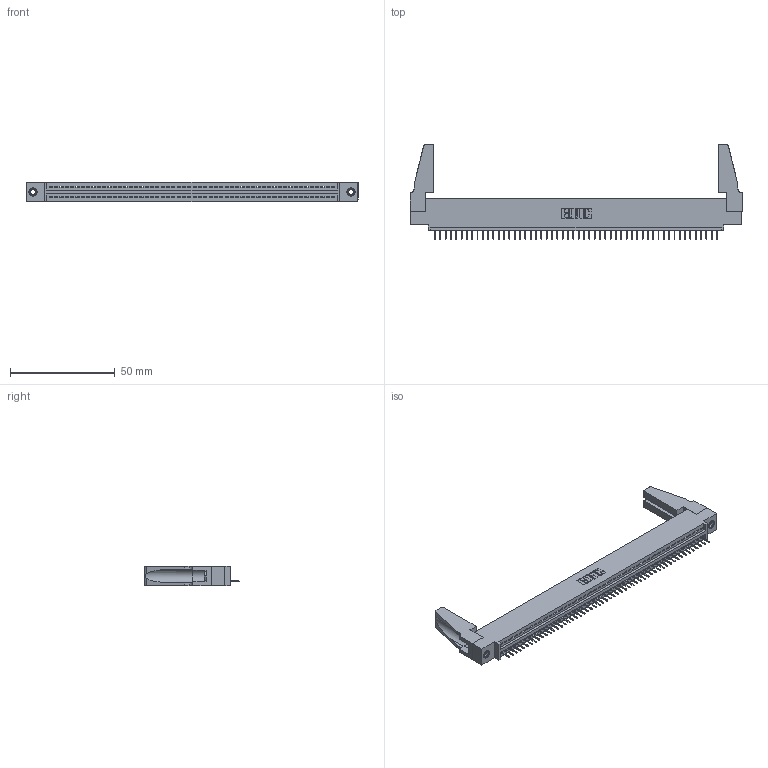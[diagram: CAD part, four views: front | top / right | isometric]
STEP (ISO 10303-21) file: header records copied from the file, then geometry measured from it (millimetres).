
FILE_DESCRIPTION (( 'STEP AP203' ), '1' );
FILE_NAME ('395-054-524-488.STEP', '2019-10-23T17:25:16', ( '' ), ( '' ), 'SwSTEP 2.0', 'SolidWorks 2016', '' );
FILE_SCHEMA (( 'CONFIG_CONTROL_DESIGN' ));
Length unit declared in the file: inch
Products named in the file (5): 345-292-001_345-293-124; 345-220-078_345-220-088; 345-250-001_345-250-001-102; 345 Part_0.110 Offset - 0.156 Dia-TH; 395-054-524-488
Assembly tree (59 placements, depth 2):
  395-054-524-488
    345 Part_0.110 Offset - 0.156 Dia-TH
    345-292-001_345-293-124  x54
    345-250-001_345-250-001-102  x2
    345-220-078_345-220-088  x2
Bounding box: 158.39 x 45.01 x 9.4 mm (x, y, z)
Volume: 18108.6 mm3; surface area: 22434.6 mm2
Topology: 59 solids, 59 shells, 3602 faces, 10387 edges, 6698 vertices
Faces by surface type: plane 2640, cylinder 946, cone 12, torus 4
Entity records: 41380 total; most frequent: CARTESIAN_POINT 7156, ORIENTED_EDGE 7104, DIRECTION 6240, EDGE_CURVE 3552, LINE 3166, VECTOR 3166, VERTEX_POINT 2358, AXIS2_PLACEMENT_3D 1537
